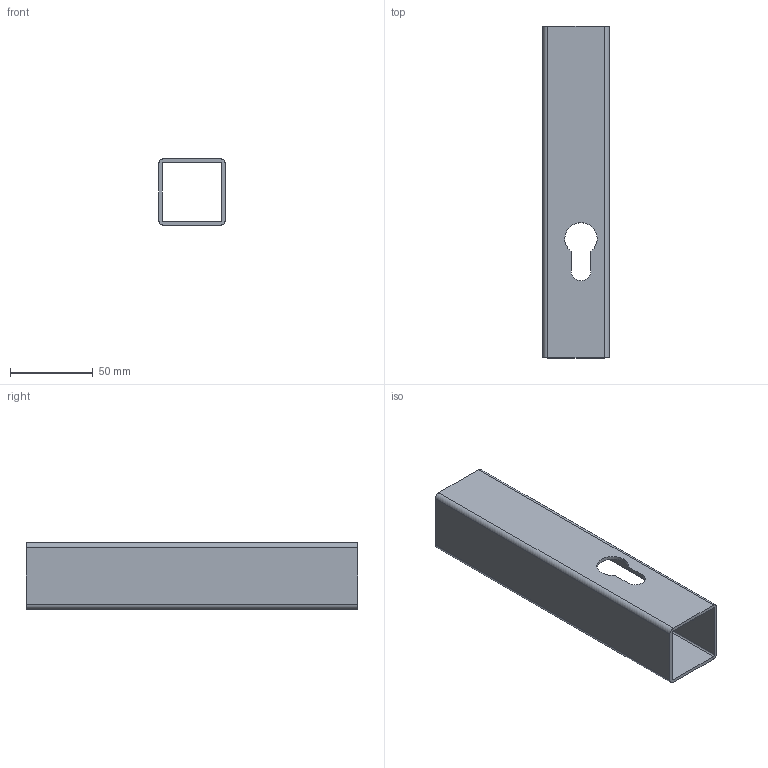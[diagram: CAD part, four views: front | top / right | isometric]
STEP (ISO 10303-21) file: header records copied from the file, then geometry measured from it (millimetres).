
FILE_DESCRIPTION (( 'STEP AP203' ), '1' );
FILE_NAME ('H_36-20K.STEP', '2018-09-03T09:15:44', ( '' ), ( '' ), 'SwSTEP 2.0', 'SolidWorks 2013', '' );
FILE_SCHEMA (( 'CONFIG_CONTROL_DESIGN' ));
Length unit declared in the file: millimetre
Products named in the file (1): H_36-20K
Bounding box: 40 x 200 x 40 mm (x, y, z)
Volume: 52508.9 mm3; surface area: 54164.2 mm2
Topology: 1 solids, 1 shells, 38 faces, 108 edges, 72 vertices
Faces by surface type: cylinder 20, plane 18
Entity records: 1353 total; most frequent: DIRECTION 226, CARTESIAN_POINT 219, ORIENTED_EDGE 216, EDGE_CURVE 108, AXIS2_PLACEMENT_3D 79, VERTEX_POINT 72, LINE 68, VECTOR 68
